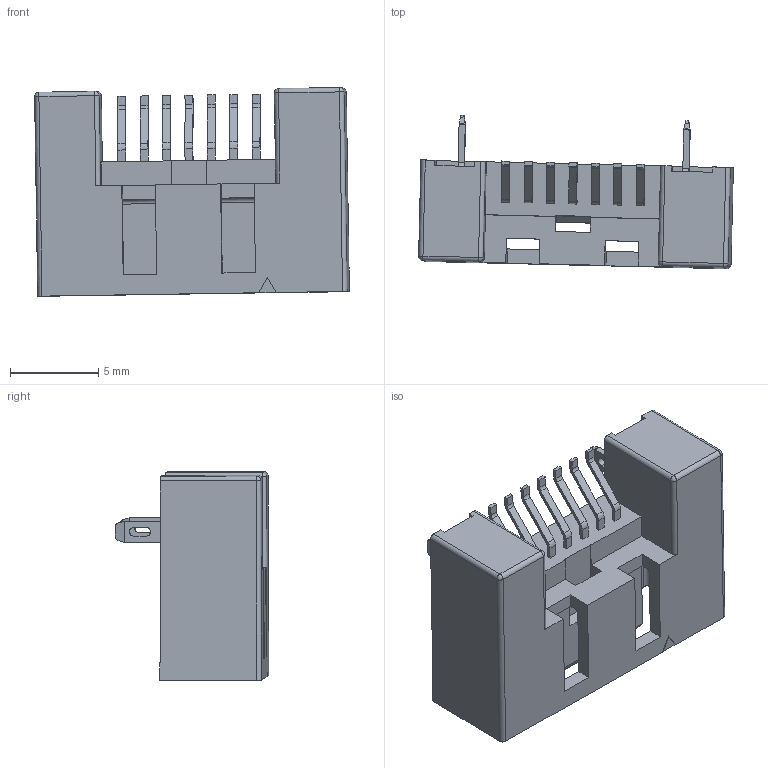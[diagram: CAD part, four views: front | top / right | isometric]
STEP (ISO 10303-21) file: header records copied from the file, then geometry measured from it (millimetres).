
FILE_DESCRIPTION((''),'2;1');
FILE_NAME('51833-007HXXX-XXX_53_38_1_1_1','2021-02-22T',('d36692'),(''),'CREO PARAMETRIC BY PTC INC, 2014500','CREO PARAMETRIC BY PTC INC, 2014500','');
FILE_SCHEMA(('AUTOMOTIVE_DESIGN { 1 0 10303 214 1 1 1 1 }'));
Length unit declared in the file: millimetre
Products named in the file (1): 51833-007HXXX-XXX_53_38_1_1_1
Bounding box: 17.84 x 8.69 x 11.84 mm (x, y, z)
Volume: 588.9 mm3; surface area: 1012.9 mm2
Topology: 1 solids, 1 shells, 351 faces, 967 edges, 630 vertices
Faces by surface type: plane 266, cylinder 81, sphere 4
Entity records: 12430 total; most frequent: CARTESIAN_POINT 2160, ORIENTED_EDGE 1926, DIRECTION 1753, EDGE_CURVE 963, VECTOR 787, LINE 787, VERTEX_POINT 630, AXIS2_PLACEMENT_3D 483
